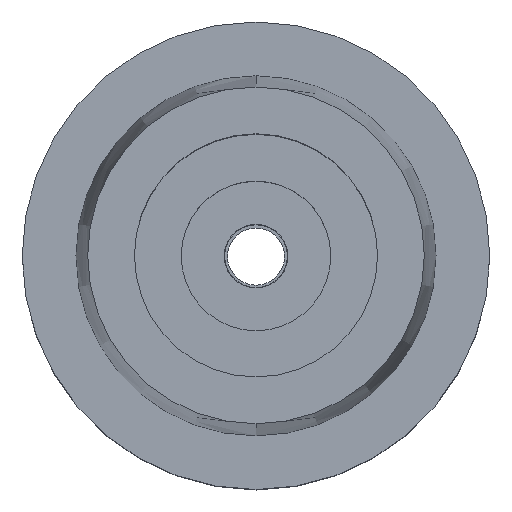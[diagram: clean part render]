
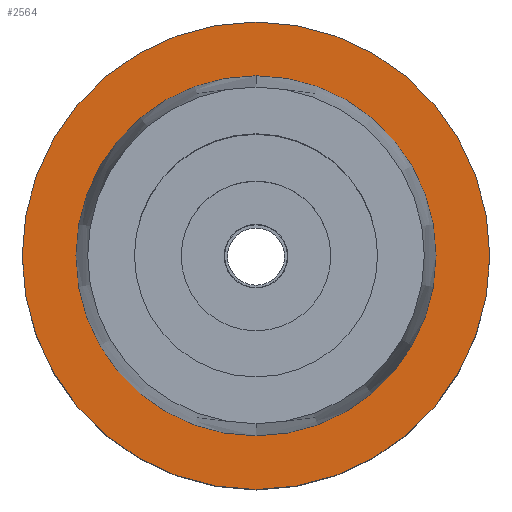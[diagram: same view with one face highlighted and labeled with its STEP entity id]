
A CAD part, top view. The second image highlights one B-rep face of the part: STEP entity #2564.
In plain terms, the highlighted planar face has unit normal (0, 0, 1).
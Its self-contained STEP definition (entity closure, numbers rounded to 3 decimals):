
#25 = EDGE_LOOP ( 'NONE', ( #2175, #1024 ) ) ;
#119 = CARTESIAN_POINT ( 'NONE',  ( 0., 0., 0. ) ) ;
#138 = AXIS2_PLACEMENT_3D ( 'NONE', #433, #2126, #261 ) ;
#146 = DIRECTION ( 'NONE',  ( 0., 0., 1. ) ) ;
#192 = DIRECTION ( 'NONE',  ( 1., 0., 0. ) ) ;
#261 = DIRECTION ( 'NONE',  ( 0., -1., 0. ) ) ;
#275 = ORIENTED_EDGE ( 'NONE', *, *, #1888, .F. ) ;
#282 = VERTEX_POINT ( 'NONE', #2688 ) ;
#328 = FACE_BOUND ( 'NONE', #25, .T. ) ;
#383 = DIRECTION ( 'NONE',  ( 0., 1., 0. ) ) ;
#404 = DIRECTION ( 'NONE',  ( 0., 0., 1. ) ) ;
#433 = CARTESIAN_POINT ( 'NONE',  ( 0., 0., 0. ) ) ;
#460 = VERTEX_POINT ( 'NONE', #1518 ) ;
#491 = CARTESIAN_POINT ( 'NONE',  ( 0., 0., 0. ) ) ;
#845 = DIRECTION ( 'NONE',  ( 0., 0., -1. ) ) ;
#872 = AXIS2_PLACEMENT_3D ( 'NONE', #119, #146, #1982 ) ;
#916 = EDGE_CURVE ( 'NONE', #1032, #282, #2096, .T. ) ;
#1024 = ORIENTED_EDGE ( 'NONE', *, *, #1456, .F. ) ;
#1032 = VERTEX_POINT ( 'NONE', #2044 ) ;
#1071 = VERTEX_POINT ( 'NONE', #2679 ) ;
#1339 = DIRECTION ( 'NONE',  ( 0., 0., 1. ) ) ;
#1376 = AXIS2_PLACEMENT_3D ( 'NONE', #2087, #845, #383 ) ;
#1389 = AXIS2_PLACEMENT_3D ( 'NONE', #2067, #404, #192 ) ;
#1437 = PLANE ( 'NONE',  #1389 ) ;
#1456 = EDGE_CURVE ( 'NONE', #282, #1032, #2355, .T. ) ;
#1518 = CARTESIAN_POINT ( 'NONE',  ( 0., 25., 0. ) ) ;
#1532 = EDGE_LOOP ( 'NONE', ( #275, #2182 ) ) ;
#1713 = CIRCLE ( 'NONE', #138, 25. ) ;
#1888 = EDGE_CURVE ( 'NONE', #460, #1071, #1930, .T. ) ;
#1930 = CIRCLE ( 'NONE', #1376, 25. ) ;
#1982 = DIRECTION ( 'NONE',  ( 0., 1., 0. ) ) ;
#2014 = AXIS2_PLACEMENT_3D ( 'NONE', #491, #1339, #2157 ) ;
#2026 = EDGE_CURVE ( 'NONE', #1071, #460, #1713, .T. ) ;
#2044 = CARTESIAN_POINT ( 'NONE',  ( 0., 19.25, 0. ) ) ;
#2067 = CARTESIAN_POINT ( 'NONE',  ( 0., 0., 0. ) ) ;
#2087 = CARTESIAN_POINT ( 'NONE',  ( 0., 0., 0. ) ) ;
#2096 = CIRCLE ( 'NONE', #872, 19.25 ) ;
#2126 = DIRECTION ( 'NONE',  ( 0., 0., -1. ) ) ;
#2157 = DIRECTION ( 'NONE',  ( 0., -1., 0. ) ) ;
#2175 = ORIENTED_EDGE ( 'NONE', *, *, #916, .F. ) ;
#2182 = ORIENTED_EDGE ( 'NONE', *, *, #2026, .F. ) ;
#2196 = FACE_OUTER_BOUND ( 'NONE', #1532, .T. ) ;
#2355 = CIRCLE ( 'NONE', #2014, 19.25 ) ;
#2564 = ADVANCED_FACE ( 'NONE', ( #2196, #328 ), #1437, .T. ) ;
#2679 = CARTESIAN_POINT ( 'NONE',  ( 0., -25., 0. ) ) ;
#2688 = CARTESIAN_POINT ( 'NONE',  ( 0., -19.25, 0. ) ) ;
